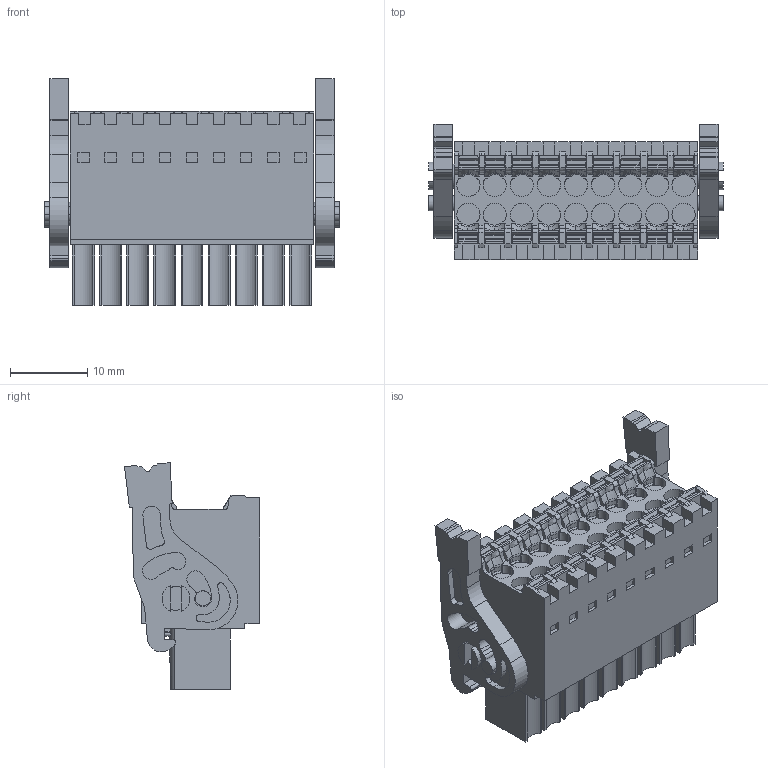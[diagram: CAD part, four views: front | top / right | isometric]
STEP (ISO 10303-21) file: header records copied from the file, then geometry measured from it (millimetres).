
FILE_DESCRIPTION(('CATIA V5 STEP','CAx-IF Rec.Pracs.--- Model Styling and Organization---1.4--- 2014-01-23'),'2;1');
FILE_NAME ('D1450494_1', '2023-08-22T06:48:35+00:00', ('none'), ('Weidmueller'), 'CATIA Version 5-6 Release 2016 SP3 HF44', 'CATIA V5 STEP AP214', 'none');
FILE_SCHEMA(('AUTOMOTIVE_DESIGN { 1 0 10303 214 1 1 1 1 }'));
Length unit declared in the file: millimetre
Products named in the file (1): 1278110000
Bounding box: 38 x 17.45 x 29.28 mm (x, y, z)
Volume: 9485.4 mm3; surface area: 7044.7 mm2
Topology: 21 solids, 21 shells, 1428 faces, 4128 edges, 2799 vertices
Faces by surface type: plane 891, cylinder 221, extrusion 137, torus 107, cone 36, bspline 36
Entity records: 49506 total; most frequent: CARTESIAN_POINT 15308, ORIENTED_EDGE 8256, DIRECTION 4969, EDGE_CURVE 4128, VECTOR 2979, LINE 2842, VERTEX_POINT 2799, EDGE_LOOP 1497
